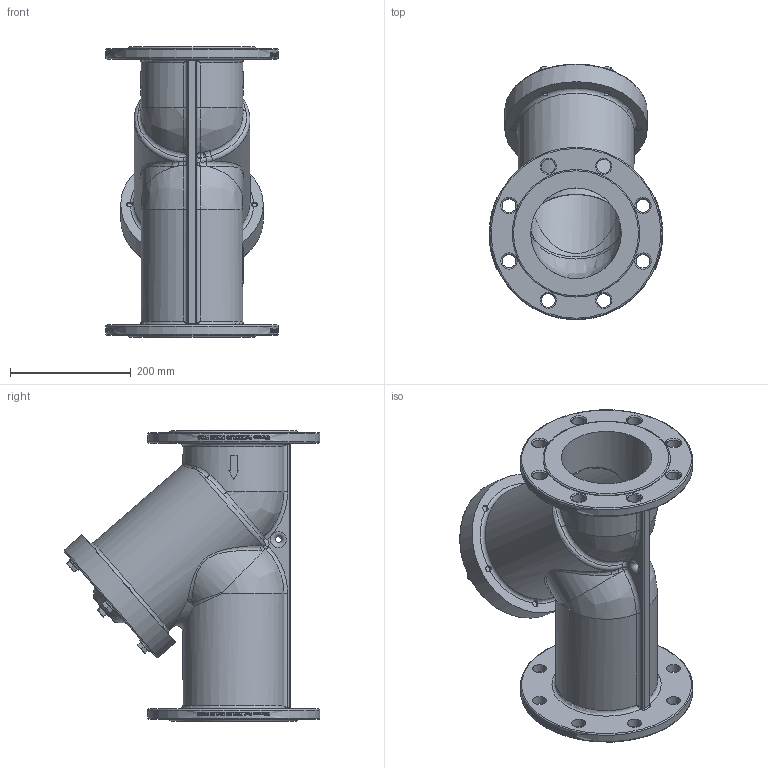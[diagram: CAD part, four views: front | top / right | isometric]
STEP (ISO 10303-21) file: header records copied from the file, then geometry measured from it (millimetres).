
FILE_DESCRIPTION(/* description */ ('233150'),/* implementation_level */ '2;1');
FILE_NAME(/* name */ '233150.stp',/* time_stamp */ '2016-06-30T14:23:12+02:00',/* author */ ('jmorand'),/* organization */ ('Sferaco'),/* preprocessor_version */ 'ST-DEVELOPER v16.1',/* originating_system */ 'Autodesk Inventor 2016',/* authorisation */ '');
FILE_SCHEMA (('AUTOMOTIVE_DESIGN { 1 0 10303 214 3 1 1 }'));
Length unit declared in the file: millimetre
Products named in the file (1): 233150_bd
Bounding box: 287 x 422.79 x 480 mm (x, y, z)
Volume: 6259612.3 mm3; surface area: 950375.2 mm2
Topology: 1 solids, 7 shells, 2612 faces, 7036 edges, 4630 vertices
Faces by surface type: bspline 1238, plane 1034, cylinder 244, torus 49, cone 44, sphere 3
Full cylindrical faces by diameter (mm): 10.106 x6, 12 x6, 13 x6, 18 x6, 23 x16, 24 x6, 24.117 x1, 150 x3, 159 x1, 192 x1, 211 x2, 236 x1, 285 x2
Entity records: 111515 total; most frequent: CARTESIAN_POINT 51789, ORIENTED_EDGE 13772, DIRECTION 8147, EDGE_CURVE 6886, VERTEX_POINT 4586, LINE 3265, VECTOR 3265, EDGE_LOOP 2956
